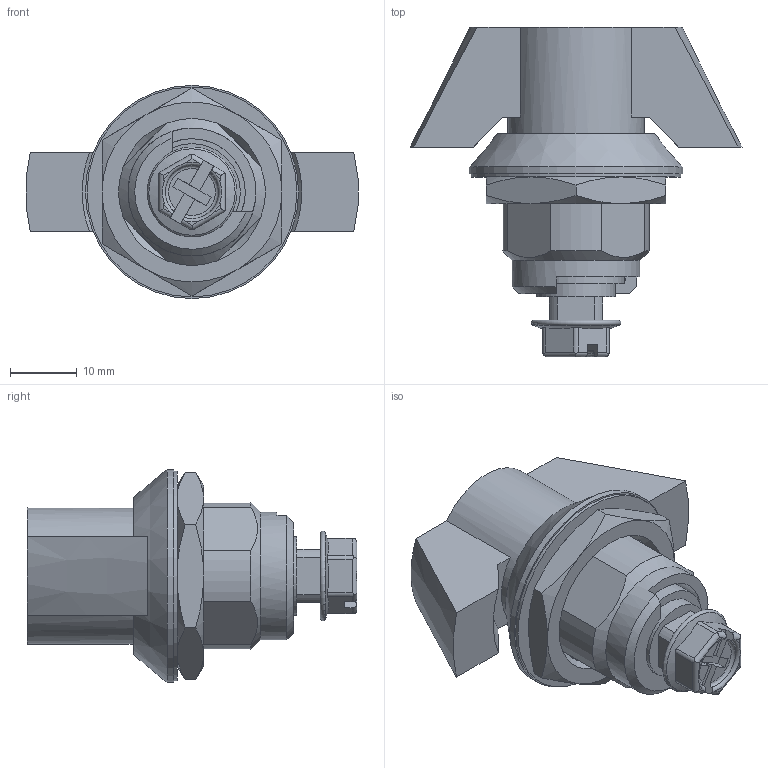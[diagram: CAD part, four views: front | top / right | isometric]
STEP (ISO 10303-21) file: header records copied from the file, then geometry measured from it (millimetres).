
FILE_DESCRIPTION( ( 'STEP AP214' ), '1' );
FILE_NAME( 'K1108.11860.stp', '2020-12-10T09:58:00', ( '' ), ( '' ), ' ', 'PARTsolutions', ' ' );
FILE_SCHEMA( ( 'AUTOMOTIVE_DESIGN { 1 0 10303 214 1 1 1 1 }' ) );
Length unit declared in the file: millimetre
Products named in the file (5): K1108.11860; _K1107_gehaeuse2; _K1108_betaetigung1; _K1113_schraube4; _K1113_mutter42
Assembly tree (4 placements, depth 2):
  K1108.11860
    _K1107_gehaeuse2
    _K1108_betaetigung1
    _K1113_schraube4
    _K1113_mutter42
Bounding box: 49.84 x 49.5 x 32 mm (x, y, z)
Volume: 19821.1 mm3; surface area: 10146.6 mm2
Topology: 4 solids, 4 shells, 131 faces, 326 edges, 211 vertices
Faces by surface type: plane 67, cylinder 35, cone 24, torus 5
Full cylindrical faces by diameter (mm): 4.917 x1, 6 x1, 11.8 x1, 14.5 x1, 16 x1, 16.7 x1, 19.2 x1, 20.376 x1, 20.5 x1, 21.7 x1, 31.5 x1, 32 x1
Entity records: 5122 total; most frequent: CARTESIAN_POINT 1002, DIRECTION 614, ORIENTED_EDGE 602, EDGE_CURVE 301, AXIS2_PLACEMENT_3D 243, VERTEX_POINT 207, EDGE_LOOP 163, FACE_OUTER_BOUND 144
